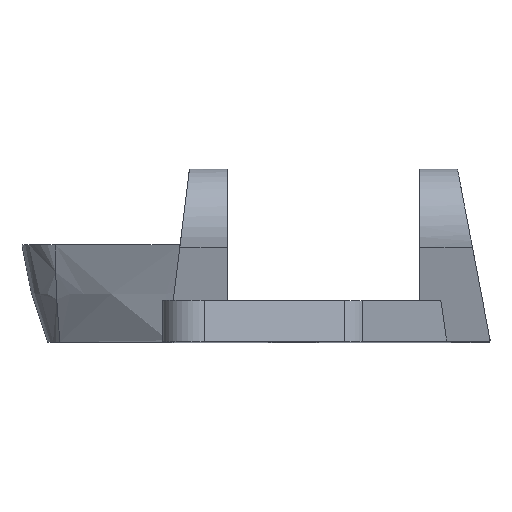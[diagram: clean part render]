
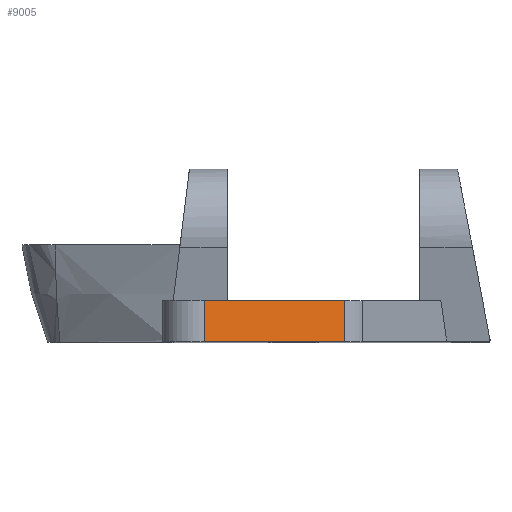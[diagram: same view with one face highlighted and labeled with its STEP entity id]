
A CAD part, top view. The second image highlights one B-rep face of the part: STEP entity #9005.
In plain terms, the highlighted planar face has unit normal (0.294, 0, 0.956).
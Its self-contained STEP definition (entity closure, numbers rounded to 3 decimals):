
#1017 = PLANE('',#1018);
#1018 = AXIS2_PLACEMENT_3D('',#1019,#1020,#1021);
#1019 = CARTESIAN_POINT('',(-276.457,22.8,
    0.));
#1020 = DIRECTION('',(0.,1.,0.));
#1021 = DIRECTION('',(1.,0.,0.));
#5196 = PLANE('',#5197);
#5197 = AXIS2_PLACEMENT_3D('',#5198,#5199,#5200);
#5198 = CARTESIAN_POINT('',(-275.876,19.,
    0.));
#5199 = DIRECTION('',(0.,-1.,0.));
#5200 = DIRECTION('',(-1.,0.,0.));
#5362 = VERTEX_POINT('',#5363);
#5363 = CARTESIAN_POINT('',(-285.118,22.8,
    37.867));
#5378 = CYLINDRICAL_SURFACE('',#5379,3.);
#5379 = AXIS2_PLACEMENT_3D('',#5380,#5381,#5382);
#5380 = CARTESIAN_POINT('',(-286.,19.,35.));
#5381 = DIRECTION('',(0.,-1.,0.));
#5382 = DIRECTION('',(0.,0.,1.));
#5390 = EDGE_CURVE('',#5362,#5391,#5393,.T.);
#5391 = VERTEX_POINT('',#5392);
#5392 = CARTESIAN_POINT('',(-272.118,22.8,
    33.867));
#5393 = SURFACE_CURVE('',#5394,(#5398,#5405),.PCURVE_S1.);
#5394 = LINE('',#5395,#5396);
#5395 = CARTESIAN_POINT('',(-285.118,22.8,
    37.867));
#5396 = VECTOR('',#5397,1.);
#5397 = DIRECTION('',(0.956,0.,-0.294
    ));
#5398 = PCURVE('',#1017,#5399);
#5399 = DEFINITIONAL_REPRESENTATION('',(#5400),#5404);
#5400 = LINE('',#5401,#5402);
#5401 = CARTESIAN_POINT('',(-8.661,-37.867));
#5402 = VECTOR('',#5403,1.);
#5403 = DIRECTION('',(0.956,0.294));
#5404 = ( GEOMETRIC_REPRESENTATION_CONTEXT(2) 
PARAMETRIC_REPRESENTATION_CONTEXT() REPRESENTATION_CONTEXT('2D SPACE',''
  ) );
#5405 = PCURVE('',#5406,#5411);
#5406 = PLANE('',#5407);
#5407 = AXIS2_PLACEMENT_3D('',#5408,#5409,#5410);
#5408 = CARTESIAN_POINT('',(-285.118,19.,
    37.867));
#5409 = DIRECTION('',(-0.294,0.,
    -0.956));
#5410 = DIRECTION('',(0.956,0.,-0.294
    ));
#5411 = DEFINITIONAL_REPRESENTATION('',(#5412),#5416);
#5412 = LINE('',#5413,#5414);
#5413 = CARTESIAN_POINT('',(0.,-3.8));
#5414 = VECTOR('',#5415,1.);
#5415 = DIRECTION('',(1.,0.));
#5416 = ( GEOMETRIC_REPRESENTATION_CONTEXT(2) 
PARAMETRIC_REPRESENTATION_CONTEXT() REPRESENTATION_CONTEXT('2D SPACE',''
  ) );
#5435 = CYLINDRICAL_SURFACE('',#5436,3.);
#5436 = AXIS2_PLACEMENT_3D('',#5437,#5438,#5439);
#5437 = CARTESIAN_POINT('',(-273.,19.,31.));
#5438 = DIRECTION('',(0.,-1.,0.));
#5439 = DIRECTION('',(0.,0.,1.));
#7371 = VERTEX_POINT('',#7372);
#7372 = CARTESIAN_POINT('',(-272.118,19.,
    33.867));
#7398 = EDGE_CURVE('',#7399,#7371,#7401,.T.);
#7399 = VERTEX_POINT('',#7400);
#7400 = CARTESIAN_POINT('',(-285.118,19.,
    37.867));
#7401 = SURFACE_CURVE('',#7402,(#7406,#7413),.PCURVE_S1.);
#7402 = LINE('',#7403,#7404);
#7403 = CARTESIAN_POINT('',(-285.118,19.,
    37.867));
#7404 = VECTOR('',#7405,1.);
#7405 = DIRECTION('',(0.956,0.,-0.294
    ));
#7406 = PCURVE('',#5196,#7407);
#7407 = DEFINITIONAL_REPRESENTATION('',(#7408),#7412);
#7408 = LINE('',#7409,#7410);
#7409 = CARTESIAN_POINT('',(9.242,-37.867));
#7410 = VECTOR('',#7411,1.);
#7411 = DIRECTION('',(-0.956,0.294));
#7412 = ( GEOMETRIC_REPRESENTATION_CONTEXT(2) 
PARAMETRIC_REPRESENTATION_CONTEXT() REPRESENTATION_CONTEXT('2D SPACE',''
  ) );
#7413 = PCURVE('',#5406,#7414);
#7414 = DEFINITIONAL_REPRESENTATION('',(#7415),#7419);
#7415 = LINE('',#7416,#7417);
#7416 = CARTESIAN_POINT('',(0.,0.));
#7417 = VECTOR('',#7418,1.);
#7418 = DIRECTION('',(1.,0.));
#7419 = ( GEOMETRIC_REPRESENTATION_CONTEXT(2) 
PARAMETRIC_REPRESENTATION_CONTEXT() REPRESENTATION_CONTEXT('2D SPACE',''
  ) );
#8930 = EDGE_CURVE('',#7399,#5362,#8931,.T.);
#8931 = SURFACE_CURVE('',#8932,(#8936,#8943),.PCURVE_S1.);
#8932 = LINE('',#8933,#8934);
#8933 = CARTESIAN_POINT('',(-285.118,19.,
    37.867));
#8934 = VECTOR('',#8935,1.);
#8935 = DIRECTION('',(0.,1.,0.));
#8936 = PCURVE('',#5378,#8937);
#8937 = DEFINITIONAL_REPRESENTATION('',(#8938),#8942);
#8938 = LINE('',#8939,#8940);
#8939 = CARTESIAN_POINT('',(-6.582,0.));
#8940 = VECTOR('',#8941,1.);
#8941 = DIRECTION('',(-0.,-1.));
#8942 = ( GEOMETRIC_REPRESENTATION_CONTEXT(2) 
PARAMETRIC_REPRESENTATION_CONTEXT() REPRESENTATION_CONTEXT('2D SPACE',''
  ) );
#8943 = PCURVE('',#5406,#8944);
#8944 = DEFINITIONAL_REPRESENTATION('',(#8945),#8949);
#8945 = LINE('',#8946,#8947);
#8946 = CARTESIAN_POINT('',(0.,0.));
#8947 = VECTOR('',#8948,1.);
#8948 = DIRECTION('',(0.,-1.));
#8949 = ( GEOMETRIC_REPRESENTATION_CONTEXT(2) 
PARAMETRIC_REPRESENTATION_CONTEXT() REPRESENTATION_CONTEXT('2D SPACE',''
  ) );
#9005 = ADVANCED_FACE('',(#9006),#5406,.F.);
#9006 = FACE_BOUND('',#9007,.F.);
#9007 = EDGE_LOOP('',(#9008,#9009,#9010,#9031));
#9008 = ORIENTED_EDGE('',*,*,#8930,.T.);
#9009 = ORIENTED_EDGE('',*,*,#5390,.T.);
#9010 = ORIENTED_EDGE('',*,*,#9011,.F.);
#9011 = EDGE_CURVE('',#7371,#5391,#9012,.T.);
#9012 = SURFACE_CURVE('',#9013,(#9017,#9024),.PCURVE_S1.);
#9013 = LINE('',#9014,#9015);
#9014 = CARTESIAN_POINT('',(-272.118,19.,
    33.867));
#9015 = VECTOR('',#9016,1.);
#9016 = DIRECTION('',(0.,1.,0.));
#9017 = PCURVE('',#5406,#9018);
#9018 = DEFINITIONAL_REPRESENTATION('',(#9019),#9023);
#9019 = LINE('',#9020,#9021);
#9020 = CARTESIAN_POINT('',(13.601,0.));
#9021 = VECTOR('',#9022,1.);
#9022 = DIRECTION('',(0.,-1.));
#9023 = ( GEOMETRIC_REPRESENTATION_CONTEXT(2) 
PARAMETRIC_REPRESENTATION_CONTEXT() REPRESENTATION_CONTEXT('2D SPACE',''
  ) );
#9024 = PCURVE('',#5435,#9025);
#9025 = DEFINITIONAL_REPRESENTATION('',(#9026),#9030);
#9026 = LINE('',#9027,#9028);
#9027 = CARTESIAN_POINT('',(-0.298,0.));
#9028 = VECTOR('',#9029,1.);
#9029 = DIRECTION('',(-0.,-1.));
#9030 = ( GEOMETRIC_REPRESENTATION_CONTEXT(2) 
PARAMETRIC_REPRESENTATION_CONTEXT() REPRESENTATION_CONTEXT('2D SPACE',''
  ) );
#9031 = ORIENTED_EDGE('',*,*,#7398,.F.);
